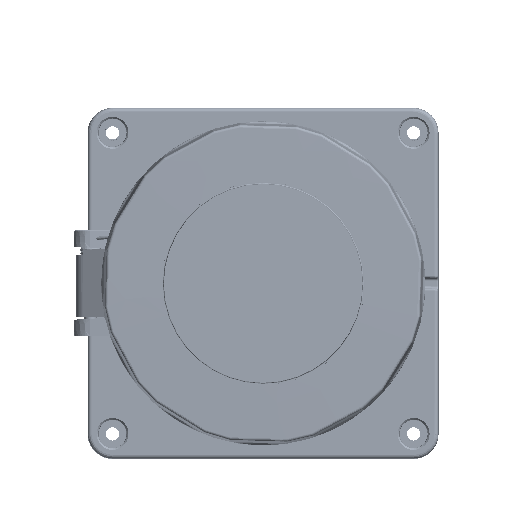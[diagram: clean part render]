
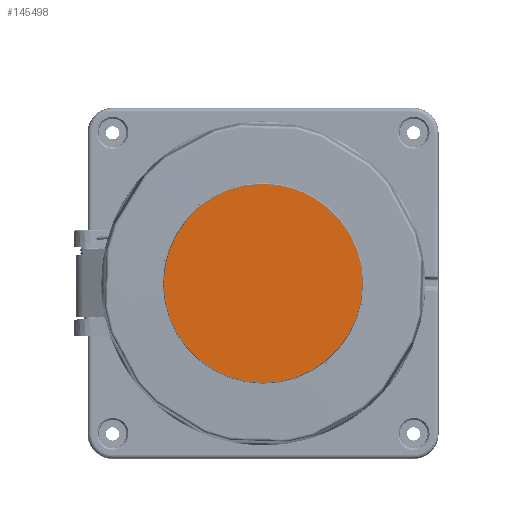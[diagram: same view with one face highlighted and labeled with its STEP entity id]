
A CAD part, left-side view. The second image highlights one B-rep face of the part: STEP entity #145498.
In plain terms, the highlighted planar face has unit normal (-1, 0, 0).
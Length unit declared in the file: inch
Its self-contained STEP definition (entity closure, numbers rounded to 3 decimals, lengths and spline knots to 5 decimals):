
#29958 = CIRCLE ( 'NONE', #216277, 1.27397 ) ;
#45364 = CARTESIAN_POINT ( 'NONE',  ( -3.06456, 4.6398, 3.21137 ) ) ;
#63920 = VERTEX_POINT ( 'NONE', #285845 ) ;
#122692 = DIRECTION ( 'NONE',  ( -1., 0., 0. ) ) ;
#145498 = ADVANCED_FACE ( 'NONE', ( #154480 ), #302054, .T. ) ;
#154480 = FACE_OUTER_BOUND ( 'NONE', #287645, .T. ) ;
#160214 = DIRECTION ( 'NONE',  ( -1., 0., 0. ) ) ;
#174555 = ORIENTED_EDGE ( 'NONE', *, *, #227679, .T. ) ;
#177139 = ORIENTED_EDGE ( 'NONE', *, *, #324129, .T. ) ;
#177806 = AXIS2_PLACEMENT_3D ( 'NONE', #309672, #160214, #369828 ) ;
#197928 = CIRCLE ( 'NONE', #241499, 1.27397 ) ;
#216277 = AXIS2_PLACEMENT_3D ( 'NONE', #332338, #122692, #303250 ) ;
#222725 = CARTESIAN_POINT ( 'NONE',  ( -3.06456, 3.36583, 3.21137 ) ) ;
#227679 = EDGE_CURVE ( 'NONE', #319865, #63920, #29958, .T. ) ;
#241499 = AXIS2_PLACEMENT_3D ( 'NONE', #222725, #312055, #253748 ) ;
#253748 = DIRECTION ( 'NONE',  ( 0., -1., 0. ) ) ;
#285845 = CARTESIAN_POINT ( 'NONE',  ( -3.06456, 2.09186, 3.21137 ) ) ;
#287645 = EDGE_LOOP ( 'NONE', ( #177139, #174555 ) ) ;
#302054 = PLANE ( 'NONE',  #177806 ) ;
#303250 = DIRECTION ( 'NONE',  ( 0., -1., 0. ) ) ;
#309672 = CARTESIAN_POINT ( 'NONE',  ( -3.06456, 3.36583, 3.21137 ) ) ;
#312055 = DIRECTION ( 'NONE',  ( -1., 0., 0. ) ) ;
#319865 = VERTEX_POINT ( 'NONE', #45364 ) ;
#324129 = EDGE_CURVE ( 'NONE', #63920, #319865, #197928, .T. ) ;
#332338 = CARTESIAN_POINT ( 'NONE',  ( -3.06456, 3.36583, 3.21137 ) ) ;
#369828 = DIRECTION ( 'NONE',  ( 0., -1., 0. ) ) ;
